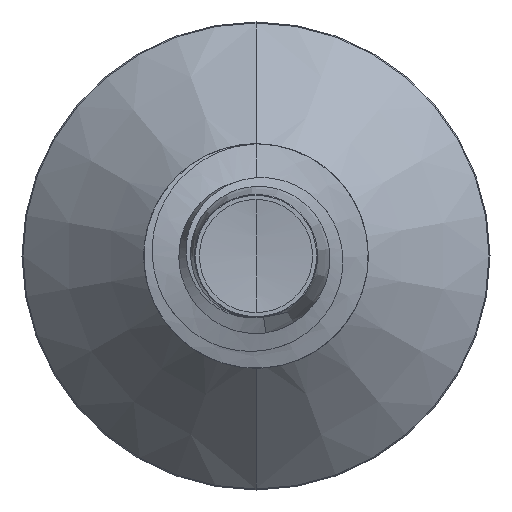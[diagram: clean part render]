
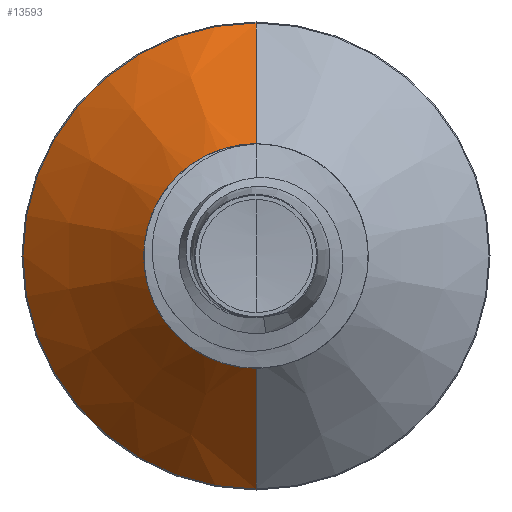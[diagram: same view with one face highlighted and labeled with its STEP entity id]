
A CAD part, front view. The second image highlights one B-rep face of the part: STEP entity #13593.
In plain terms, the highlighted conical face has half-angle 45 degrees and reference radius 1.633 mm.
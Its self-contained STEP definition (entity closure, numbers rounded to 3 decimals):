
#33 = CARTESIAN_POINT ( 'NONE',  ( 0., 7.332, 1.632 ) ) ;
#429 = VECTOR ( 'NONE', #4308, 1000. ) ;
#578 = EDGE_CURVE ( 'NONE', #7208, #836, #14220, .T. ) ;
#620 = AXIS2_PLACEMENT_3D ( 'NONE', #17353, #17331, #17289 ) ;
#701 = CARTESIAN_POINT ( 'NONE',  ( 0., 7.332, -1.632 ) ) ;
#719 = DIRECTION ( 'NONE',  ( 0., 0.707, -0.707 ) ) ;
#836 = VERTEX_POINT ( 'NONE', #33 ) ;
#928 = ORIENTED_EDGE ( 'NONE', *, *, #14163, .F. ) ;
#1414 = ORIENTED_EDGE ( 'NONE', *, *, #17397, .F. ) ;
#1432 = ORIENTED_EDGE ( 'NONE', *, *, #578, .T. ) ;
#1510 = ORIENTED_EDGE ( 'NONE', *, *, #14573, .T. ) ;
#2081 = AXIS2_PLACEMENT_3D ( 'NONE', #10270, #10615, #9954 ) ;
#2121 = VECTOR ( 'NONE', #719, 1000. ) ;
#2335 = EDGE_LOOP ( 'NONE', ( #1414, #1432, #1510, #928 ) ) ;
#2643 = DIRECTION ( 'NONE',  ( 0., 1., 0. ) ) ;
#2663 = CARTESIAN_POINT ( 'NONE',  ( 0., 7.332, 0. ) ) ;
#2722 = DIRECTION ( 'NONE',  ( 0., 0., 1. ) ) ;
#4246 = CARTESIAN_POINT ( 'NONE',  ( 0., 7.332, 1.632 ) ) ;
#4308 = DIRECTION ( 'NONE',  ( 0., 0.707, 0.707 ) ) ;
#5503 = VERTEX_POINT ( 'NONE', #8319 ) ;
#7208 = VERTEX_POINT ( 'NONE', #13541 ) ;
#8130 = CARTESIAN_POINT ( 'NONE',  ( 0., 9.335, 3.635 ) ) ;
#8319 = CARTESIAN_POINT ( 'NONE',  ( 0., 9.335, -3.635 ) ) ;
#9113 = FACE_OUTER_BOUND ( 'NONE', #2335, .T. ) ;
#9954 = DIRECTION ( 'NONE',  ( 0., 0., 1. ) ) ;
#10270 = CARTESIAN_POINT ( 'NONE',  ( 0., 7.332, 0. ) ) ;
#10318 = AXIS2_PLACEMENT_3D ( 'NONE', #2663, #2643, #2722 ) ;
#10615 = DIRECTION ( 'NONE',  ( 0., 1., 0. ) ) ;
#10652 = CIRCLE ( 'NONE', #620, 3.635 ) ;
#13541 = CARTESIAN_POINT ( 'NONE',  ( 0., 7.332, -1.632 ) ) ;
#13593 = ADVANCED_FACE ( 'NONE', ( #9113 ), #14730, .T. ) ;
#13857 = VERTEX_POINT ( 'NONE', #8130 ) ;
#14163 = EDGE_CURVE ( 'NONE', #5503, #13857, #10652, .T. ) ;
#14220 = CIRCLE ( 'NONE', #10318, 1.632 ) ;
#14573 = EDGE_CURVE ( 'NONE', #836, #13857, #15502, .T. ) ;
#14730 = CONICAL_SURFACE ( 'NONE', #2081, 1.632, 0.785 ) ;
#15502 = LINE ( 'NONE', #4246, #429 ) ;
#16080 = LINE ( 'NONE', #701, #2121 ) ;
#17289 = DIRECTION ( 'NONE',  ( 0., 0., 1. ) ) ;
#17331 = DIRECTION ( 'NONE',  ( 0., 1., 0. ) ) ;
#17353 = CARTESIAN_POINT ( 'NONE',  ( 0., 9.335, 0. ) ) ;
#17397 = EDGE_CURVE ( 'NONE', #7208, #5503, #16080, .T. ) ;
